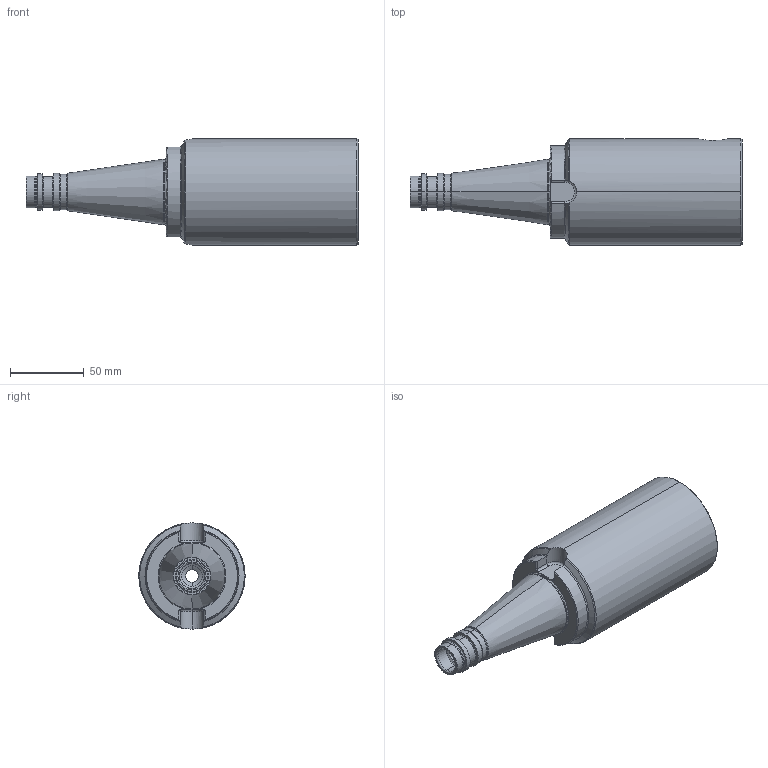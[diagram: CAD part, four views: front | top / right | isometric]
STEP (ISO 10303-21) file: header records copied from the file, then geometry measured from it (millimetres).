
FILE_DESCRIPTION (( 'STEP AP203' ), '1' );
FILE_NAME ('102.400.722.STEP', '2018-03-12T07:10:11', ( 'SWIAdmin' ), ( 'Hewlett-Packard Company' ), 'SwSTEP 2.0', 'SolidWorks 2017', '' );
FILE_SCHEMA (( 'CONFIG_CONTROL_DESIGN' ));
Length unit declared in the file: millimetre
Products named in the file (1): 102.400.722
Bounding box: 225 x 72 x 72 mm (x, y, z)
Volume: 513338.5 mm3; surface area: 57397.5 mm2
Topology: 1 solids, 1 shells, 137 faces, 321 edges, 190 vertices
Faces by surface type: cylinder 52, torus 37, plane 28, cone 20
Entity records: 4325 total; most frequent: CARTESIAN_POINT 1081, DIRECTION 722, ORIENTED_EDGE 642, EDGE_CURVE 321, AXIS2_PLACEMENT_3D 307, VERTEX_POINT 190, CIRCLE 169, EDGE_LOOP 145
